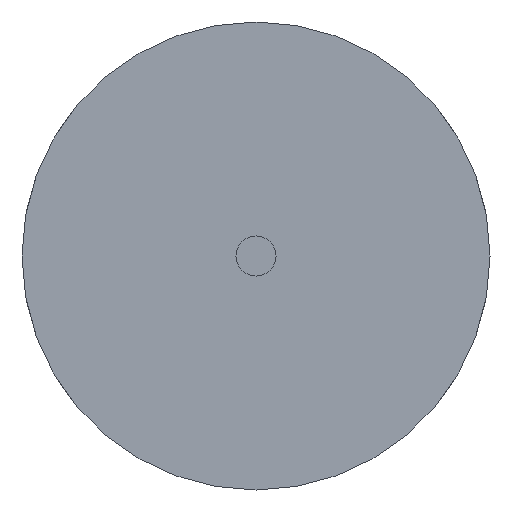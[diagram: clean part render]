
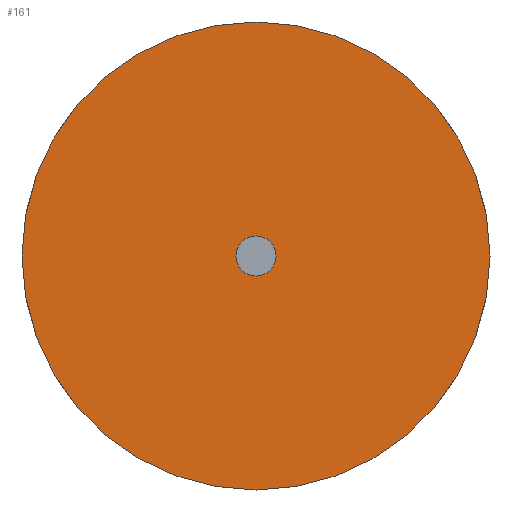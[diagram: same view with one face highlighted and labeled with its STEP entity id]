
A CAD part, front view. The second image highlights one B-rep face of the part: STEP entity #161.
In plain terms, the highlighted planar face has unit normal (0, -1, 0).
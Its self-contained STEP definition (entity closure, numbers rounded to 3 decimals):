
#2 = CARTESIAN_POINT ( 'NONE',  ( -250., 0., -250. ) ) ;
#5 = EDGE_LOOP ( 'NONE', ( #206, #184 ) ) ;
#10 = EDGE_LOOP ( 'NONE', ( #121, #91 ) ) ;
#17 = CARTESIAN_POINT ( 'NONE',  ( 0., 0., 21.4 ) ) ;
#19 = AXIS2_PLACEMENT_3D ( 'NONE', #194, #209, #229 ) ;
#24 = DIRECTION ( 'NONE',  ( 0., -1., 0. ) ) ;
#27 = EDGE_CURVE ( 'NONE', #228, #128, #205, .T. ) ;
#33 = AXIS2_PLACEMENT_3D ( 'NONE', #155, #150, #96 ) ;
#38 = VERTEX_POINT ( 'NONE', #165 ) ;
#49 = DIRECTION ( 'NONE',  ( 0., 0., 1. ) ) ;
#50 = DIRECTION ( 'NONE',  ( 0., 0., 1. ) ) ;
#71 = CIRCLE ( 'NONE', #33, 21.4 ) ;
#79 = AXIS2_PLACEMENT_3D ( 'NONE', #2, #216, #49 ) ;
#90 = EDGE_CURVE ( 'NONE', #164, #38, #100, .T. ) ;
#91 = ORIENTED_EDGE ( 'NONE', *, *, #97, .T. ) ;
#92 = EDGE_CURVE ( 'NONE', #38, #164, #71, .T. ) ;
#96 = DIRECTION ( 'NONE',  ( 0., 0., 1. ) ) ;
#97 = EDGE_CURVE ( 'NONE', #128, #228, #187, .T. ) ;
#100 = CIRCLE ( 'NONE', #19, 21.4 ) ;
#115 = DIRECTION ( 'NONE',  ( 0., -1., 0. ) ) ;
#121 = ORIENTED_EDGE ( 'NONE', *, *, #27, .T. ) ;
#128 = VERTEX_POINT ( 'NONE', #195 ) ;
#134 = CARTESIAN_POINT ( 'NONE',  ( 0., 0., 0. ) ) ;
#135 = PLANE ( 'NONE',  #79 ) ;
#147 = DIRECTION ( 'NONE',  ( 0., 0., 1. ) ) ;
#148 = AXIS2_PLACEMENT_3D ( 'NONE', #198, #115, #50 ) ;
#150 = DIRECTION ( 'NONE',  ( 0., 1., 0. ) ) ;
#155 = CARTESIAN_POINT ( 'NONE',  ( 0., 0., 0. ) ) ;
#161 = ADVANCED_FACE ( 'NONE', ( #227, #163 ), #135, .F. ) ;
#163 = FACE_BOUND ( 'NONE', #5, .T. ) ;
#164 = VERTEX_POINT ( 'NONE', #17 ) ;
#165 = CARTESIAN_POINT ( 'NONE',  ( 0., 0., -21.4 ) ) ;
#184 = ORIENTED_EDGE ( 'NONE', *, *, #90, .T. ) ;
#185 = AXIS2_PLACEMENT_3D ( 'NONE', #134, #24, #147 ) ;
#187 = CIRCLE ( 'NONE', #148, 250. ) ;
#194 = CARTESIAN_POINT ( 'NONE',  ( 0., 0., 0. ) ) ;
#195 = CARTESIAN_POINT ( 'NONE',  ( 0., 0., 250. ) ) ;
#197 = CARTESIAN_POINT ( 'NONE',  ( 0., 0., -250. ) ) ;
#198 = CARTESIAN_POINT ( 'NONE',  ( 0., 0., 0. ) ) ;
#205 = CIRCLE ( 'NONE', #185, 250. ) ;
#206 = ORIENTED_EDGE ( 'NONE', *, *, #92, .T. ) ;
#209 = DIRECTION ( 'NONE',  ( 0., 1., 0. ) ) ;
#216 = DIRECTION ( 'NONE',  ( 0., 1., 0. ) ) ;
#227 = FACE_OUTER_BOUND ( 'NONE', #10, .T. ) ;
#228 = VERTEX_POINT ( 'NONE', #197 ) ;
#229 = DIRECTION ( 'NONE',  ( 0., 0., 1. ) ) ;
